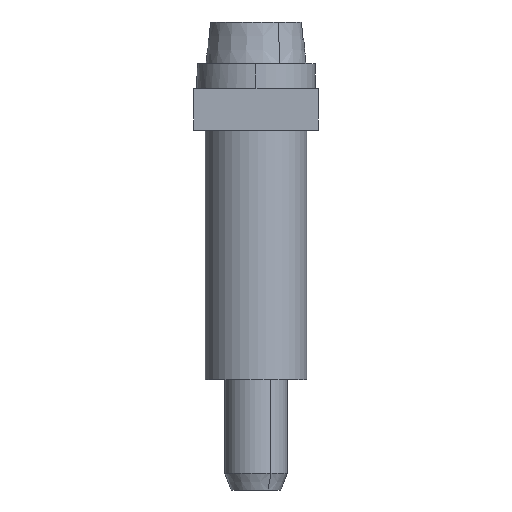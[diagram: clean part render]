
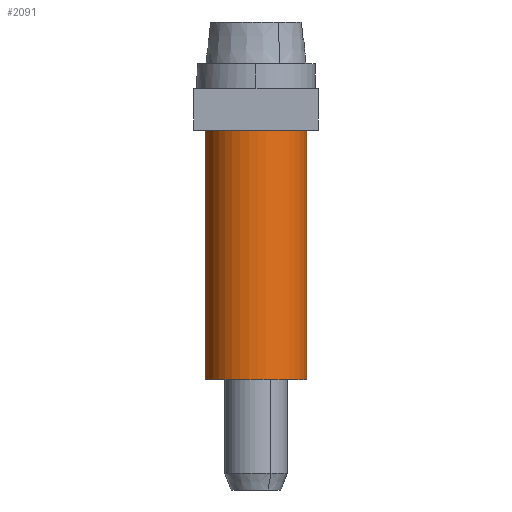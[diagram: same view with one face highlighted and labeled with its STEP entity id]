
A CAD part, left-side view. The second image highlights one B-rep face of the part: STEP entity #2091.
In plain terms, the highlighted cylindrical face has radius 2.45 mm (diameter 4.9 mm), a partial arc.
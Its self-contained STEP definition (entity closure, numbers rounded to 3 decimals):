
#2051=AXIS2_PLACEMENT_3D('Circle Axis2P3D',#2049,#2050,$) ;
#2071=AXIS2_PLACEMENT_3D('Cylinder Axis2P3D',#2068,#2069,#2070) ;
#2075=AXIS2_PLACEMENT_3D('Circle Axis2P3D',#2073,#2074,$) ;
#1982=CARTESIAN_POINT('Vertex',(2.852,5.445,5.3)) ;
#1987=CARTESIAN_POINT('Line Origine',(2.852,5.445,11.3)) ;
#1991=CARTESIAN_POINT('Vertex',(2.852,5.445,17.3)) ;
#2049=CARTESIAN_POINT('Axis2P3D Location',(3.,3.,17.3)) ;
#2053=CARTESIAN_POINT('Vertex',(3.,0.55,17.3)) ;
#2068=CARTESIAN_POINT('Axis2P3D Location',(3.,3.,11.3)) ;
#2073=CARTESIAN_POINT('Axis2P3D Location',(3.,3.,5.3)) ;
#2077=CARTESIAN_POINT('Vertex',(3.,0.55,5.3)) ;
#2080=CARTESIAN_POINT('Line Origine',(3.,0.55,11.3)) ;
#1988=DIRECTION('Vector Direction',(0.,0.,-1.)) ;
#2050=DIRECTION('Axis2P3D Direction',(0.,0.,-1.)) ;
#2069=DIRECTION('Axis2P3D Direction',(0.,0.,1.)) ;
#2070=DIRECTION('Axis2P3D XDirection',(1.,0.03,0.)) ;
#2074=DIRECTION('Axis2P3D Direction',(0.,0.,1.)) ;
#2081=DIRECTION('Vector Direction',(0.,0.,1.)) ;
#1989=VECTOR('Line Direction',#1988,1.) ;
#2082=VECTOR('Line Direction',#2081,1.) ;
#2086=ORIENTED_EDGE('',*,*,#1993,.T.) ;
#2087=ORIENTED_EDGE('',*,*,#2079,.T.) ;
#2088=ORIENTED_EDGE('',*,*,#2084,.F.) ;
#2089=ORIENTED_EDGE('',*,*,#2055,.F.) ;
#2091=ADVANCED_FACE('VH 12-4.9-3.3 SAK6N.2\\K\X2\00F6\X0\rper.2',(#2090),#2072,.T.) ;
#2052=CIRCLE('generated circle',#2051,2.45) ;
#2076=CIRCLE('generated circle',#2075,2.45) ;
#2072=CYLINDRICAL_SURFACE('generated cylinder',#2071,2.45) ;
#1993=EDGE_CURVE('',#1992,#1983,#1990,.T.) ;
#2055=EDGE_CURVE('',#1992,#2054,#2052,.F.) ;
#2079=EDGE_CURVE('',#1983,#2078,#2076,.T.) ;
#2084=EDGE_CURVE('',#2054,#2078,#2083,.F.) ;
#2085=EDGE_LOOP('',(#2086,#2087,#2088,#2089)) ;
#2090=FACE_OUTER_BOUND('',#2085,.T.) ;
#1990=LINE('Line',#1987,#1989) ;
#2083=LINE('Line',#2080,#2082) ;
#1983=VERTEX_POINT('',#1982) ;
#1992=VERTEX_POINT('',#1991) ;
#2054=VERTEX_POINT('',#2053) ;
#2078=VERTEX_POINT('',#2077) ;
